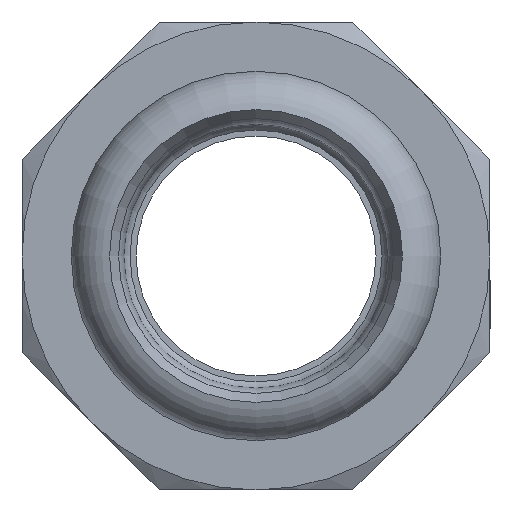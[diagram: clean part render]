
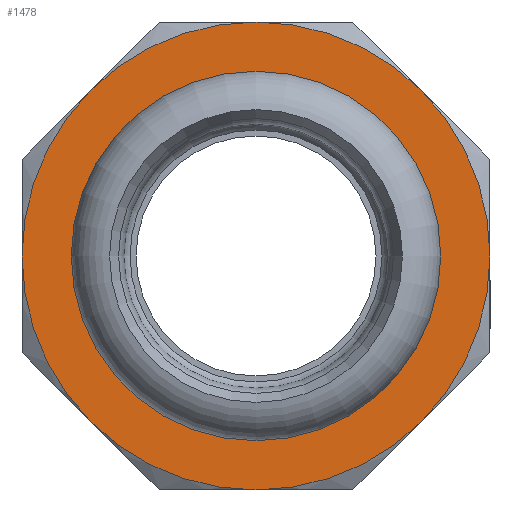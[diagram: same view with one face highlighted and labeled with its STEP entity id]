
A CAD part, front view. The second image highlights one B-rep face of the part: STEP entity #1478.
In plain terms, the highlighted planar face has unit normal (0, -1, 0).
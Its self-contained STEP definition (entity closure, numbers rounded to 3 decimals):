
#56=FACE_BOUND('',#396,.T.);
#75=PLANE('',#1709);
#300=FACE_OUTER_BOUND('',#395,.T.);
#395=EDGE_LOOP('',(#1284,#1285,#1286,#1287,#1288,#1289,#1290,#1291));
#396=EDGE_LOOP('',(#1292));
#545=CIRCLE('',#1703,14.05);
#550=CIRCLE('',#1710,19.5);
#551=CIRCLE('',#1711,19.5);
#552=CIRCLE('',#1712,19.5);
#553=CIRCLE('',#1713,19.5);
#554=CIRCLE('',#1714,19.5);
#555=CIRCLE('',#1715,19.5);
#556=CIRCLE('',#1716,19.5);
#557=CIRCLE('',#1717,19.5);
#683=VERTEX_POINT('',#2604);
#688=VERTEX_POINT('',#2618);
#689=VERTEX_POINT('',#2619);
#690=VERTEX_POINT('',#2621);
#691=VERTEX_POINT('',#2623);
#692=VERTEX_POINT('',#2625);
#693=VERTEX_POINT('',#2627);
#694=VERTEX_POINT('',#2629);
#695=VERTEX_POINT('',#2631);
#884=EDGE_CURVE('',#683,#683,#545,.T.);
#891=EDGE_CURVE('',#688,#689,#550,.T.);
#892=EDGE_CURVE('',#690,#688,#551,.T.);
#893=EDGE_CURVE('',#691,#690,#552,.T.);
#894=EDGE_CURVE('',#692,#691,#553,.T.);
#895=EDGE_CURVE('',#693,#692,#554,.T.);
#896=EDGE_CURVE('',#694,#693,#555,.T.);
#897=EDGE_CURVE('',#695,#694,#556,.T.);
#898=EDGE_CURVE('',#689,#695,#557,.T.);
#1284=ORIENTED_EDGE('',*,*,#891,.F.);
#1285=ORIENTED_EDGE('',*,*,#892,.F.);
#1286=ORIENTED_EDGE('',*,*,#893,.F.);
#1287=ORIENTED_EDGE('',*,*,#894,.F.);
#1288=ORIENTED_EDGE('',*,*,#895,.F.);
#1289=ORIENTED_EDGE('',*,*,#896,.F.);
#1290=ORIENTED_EDGE('',*,*,#897,.F.);
#1291=ORIENTED_EDGE('',*,*,#898,.F.);
#1292=ORIENTED_EDGE('',*,*,#884,.F.);
#1478=ADVANCED_FACE('',(#300,#56),#75,.T.);
#1703=AXIS2_PLACEMENT_3D('',#2605,#2153,#2154);
#1709=AXIS2_PLACEMENT_3D('',#2617,#2167,#2168);
#1710=AXIS2_PLACEMENT_3D('',#2620,#2169,#2170);
#1711=AXIS2_PLACEMENT_3D('',#2622,#2171,#2172);
#1712=AXIS2_PLACEMENT_3D('',#2624,#2173,#2174);
#1713=AXIS2_PLACEMENT_3D('',#2626,#2175,#2176);
#1714=AXIS2_PLACEMENT_3D('',#2628,#2177,#2178);
#1715=AXIS2_PLACEMENT_3D('',#2630,#2179,#2180);
#1716=AXIS2_PLACEMENT_3D('',#2632,#2181,#2182);
#1717=AXIS2_PLACEMENT_3D('',#2633,#2183,#2184);
#2153=DIRECTION('center_axis',(0.,-1.,0.));
#2154=DIRECTION('ref_axis',(0.,0.,1.));
#2167=DIRECTION('center_axis',(0.,-1.,0.));
#2168=DIRECTION('ref_axis',(0.,0.,1.));
#2169=DIRECTION('center_axis',(0.,1.,0.));
#2170=DIRECTION('ref_axis',(-1.,0.,0.));
#2171=DIRECTION('center_axis',(0.,1.,0.));
#2172=DIRECTION('ref_axis',(-1.,0.,0.));
#2173=DIRECTION('center_axis',(0.,1.,0.));
#2174=DIRECTION('ref_axis',(-1.,0.,0.));
#2175=DIRECTION('center_axis',(0.,1.,0.));
#2176=DIRECTION('ref_axis',(-1.,0.,0.));
#2177=DIRECTION('center_axis',(0.,1.,0.));
#2178=DIRECTION('ref_axis',(-1.,0.,0.));
#2179=DIRECTION('center_axis',(0.,1.,0.));
#2180=DIRECTION('ref_axis',(-1.,0.,0.));
#2181=DIRECTION('center_axis',(0.,1.,0.));
#2182=DIRECTION('ref_axis',(-1.,0.,0.));
#2183=DIRECTION('center_axis',(0.,1.,0.));
#2184=DIRECTION('ref_axis',(-1.,0.,0.));
#2604=CARTESIAN_POINT('',(0.,-8.25,-14.05));
#2605=CARTESIAN_POINT('Origin',(0.,-8.25,0.));
#2617=CARTESIAN_POINT('Origin',(0.,-8.25,-19.5));
#2618=CARTESIAN_POINT('',(0.,-8.25,-19.5));
#2619=CARTESIAN_POINT('',(-13.789,-8.25,-13.789));
#2620=CARTESIAN_POINT('Origin',(0.,-8.25,0.));
#2621=CARTESIAN_POINT('',(13.789,-8.25,-13.789));
#2622=CARTESIAN_POINT('Origin',(0.,-8.25,0.));
#2623=CARTESIAN_POINT('',(19.5,-8.25,0.));
#2624=CARTESIAN_POINT('Origin',(0.,-8.25,0.));
#2625=CARTESIAN_POINT('',(13.789,-8.25,13.789));
#2626=CARTESIAN_POINT('Origin',(0.,-8.25,0.));
#2627=CARTESIAN_POINT('',(0.,-8.25,19.5));
#2628=CARTESIAN_POINT('Origin',(0.,-8.25,0.));
#2629=CARTESIAN_POINT('',(-13.789,-8.25,13.789));
#2630=CARTESIAN_POINT('Origin',(0.,-8.25,0.));
#2631=CARTESIAN_POINT('',(-19.5,-8.25,0.));
#2632=CARTESIAN_POINT('Origin',(0.,-8.25,0.));
#2633=CARTESIAN_POINT('Origin',(0.,-8.25,0.));
